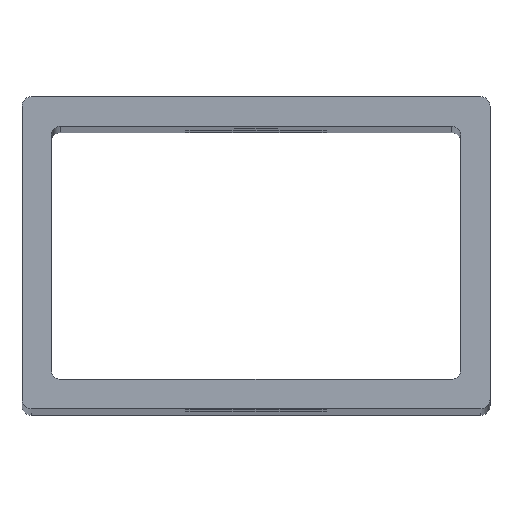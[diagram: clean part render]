
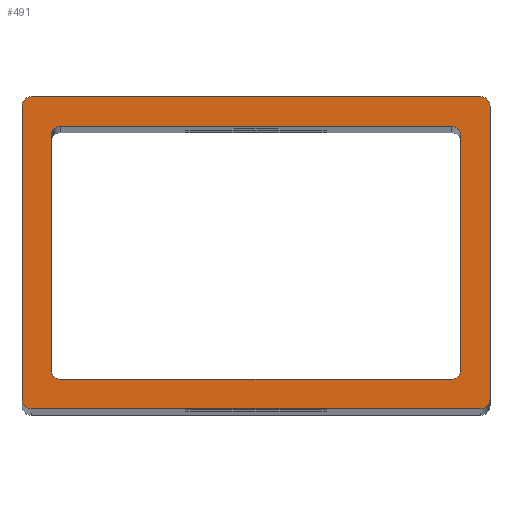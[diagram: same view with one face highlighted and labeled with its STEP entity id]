
A CAD part, top view. The second image highlights one B-rep face of the part: STEP entity #491.
In plain terms, the highlighted planar face has unit normal (0, 0, 1).
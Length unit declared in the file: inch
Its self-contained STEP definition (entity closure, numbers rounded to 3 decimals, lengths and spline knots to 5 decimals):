
#17=LINE('',#765,#49);
#18=LINE('',#769,#50);
#19=LINE('',#773,#51);
#20=LINE('',#776,#52);
#21=LINE('',#781,#53);
#22=LINE('',#785,#54);
#23=LINE('',#789,#55);
#24=LINE('',#792,#56);
#49=VECTOR('',#623,0.72);
#50=VECTOR('',#626,0.47);
#51=VECTOR('',#629,0.72);
#52=VECTOR('',#632,0.47);
#53=VECTOR('',#635,0.376);
#54=VECTOR('',#638,0.626);
#55=VECTOR('',#641,0.376);
#56=VECTOR('',#644,0.626);
#81=PLANE('',#535);
#99=FACE_BOUND('',#160,.T.);
#125=FACE_OUTER_BOUND('',#159,.T.);
#159=EDGE_LOOP('',(#355,#356,#357,#358,#359,#360,#361,#362));
#160=EDGE_LOOP('',(#363,#364,#365,#366,#367,#368,#369,#370));
#211=CIRCLE('',#536,0.015);
#212=CIRCLE('',#537,0.015);
#213=CIRCLE('',#538,0.015);
#214=CIRCLE('',#539,0.015);
#215=CIRCLE('',#540,0.015);
#216=CIRCLE('',#541,0.015);
#217=CIRCLE('',#542,0.015);
#218=CIRCLE('',#543,0.015);
#243=VERTEX_POINT('',#761);
#244=VERTEX_POINT('',#762);
#245=VERTEX_POINT('',#764);
#246=VERTEX_POINT('',#766);
#247=VERTEX_POINT('',#768);
#248=VERTEX_POINT('',#770);
#249=VERTEX_POINT('',#772);
#250=VERTEX_POINT('',#774);
#251=VERTEX_POINT('',#777);
#252=VERTEX_POINT('',#778);
#253=VERTEX_POINT('',#780);
#254=VERTEX_POINT('',#782);
#255=VERTEX_POINT('',#784);
#256=VERTEX_POINT('',#786);
#257=VERTEX_POINT('',#788);
#258=VERTEX_POINT('',#790);
#291=EDGE_CURVE('',#243,#244,#211,.T.);
#292=EDGE_CURVE('',#244,#245,#17,.T.);
#293=EDGE_CURVE('',#245,#246,#212,.T.);
#294=EDGE_CURVE('',#246,#247,#18,.T.);
#295=EDGE_CURVE('',#247,#248,#213,.T.);
#296=EDGE_CURVE('',#248,#249,#19,.T.);
#297=EDGE_CURVE('',#249,#250,#214,.T.);
#298=EDGE_CURVE('',#250,#243,#20,.T.);
#299=EDGE_CURVE('',#251,#252,#215,.T.);
#300=EDGE_CURVE('',#253,#251,#21,.T.);
#301=EDGE_CURVE('',#254,#253,#216,.T.);
#302=EDGE_CURVE('',#255,#254,#22,.T.);
#303=EDGE_CURVE('',#256,#255,#217,.T.);
#304=EDGE_CURVE('',#257,#256,#23,.T.);
#305=EDGE_CURVE('',#258,#257,#218,.T.);
#306=EDGE_CURVE('',#252,#258,#24,.T.);
#355=ORIENTED_EDGE('',*,*,#291,.T.);
#356=ORIENTED_EDGE('',*,*,#292,.T.);
#357=ORIENTED_EDGE('',*,*,#293,.T.);
#358=ORIENTED_EDGE('',*,*,#294,.T.);
#359=ORIENTED_EDGE('',*,*,#295,.T.);
#360=ORIENTED_EDGE('',*,*,#296,.T.);
#361=ORIENTED_EDGE('',*,*,#297,.T.);
#362=ORIENTED_EDGE('',*,*,#298,.T.);
#363=ORIENTED_EDGE('',*,*,#299,.F.);
#364=ORIENTED_EDGE('',*,*,#300,.F.);
#365=ORIENTED_EDGE('',*,*,#301,.F.);
#366=ORIENTED_EDGE('',*,*,#302,.F.);
#367=ORIENTED_EDGE('',*,*,#303,.F.);
#368=ORIENTED_EDGE('',*,*,#304,.F.);
#369=ORIENTED_EDGE('',*,*,#305,.F.);
#370=ORIENTED_EDGE('',*,*,#306,.F.);
#491=ADVANCED_FACE('',(#125,#99),#81,.F.);
#535=AXIS2_PLACEMENT_3D('',#760,#619,#620);
#536=AXIS2_PLACEMENT_3D('',#763,#621,#622);
#537=AXIS2_PLACEMENT_3D('',#767,#624,#625);
#538=AXIS2_PLACEMENT_3D('',#771,#627,#628);
#539=AXIS2_PLACEMENT_3D('',#775,#630,#631);
#540=AXIS2_PLACEMENT_3D('',#779,#633,#634);
#541=AXIS2_PLACEMENT_3D('',#783,#636,#637);
#542=AXIS2_PLACEMENT_3D('',#787,#639,#640);
#543=AXIS2_PLACEMENT_3D('',#791,#642,#643);
#619=DIRECTION('center_axis',(0.,0.,-1.));
#620=DIRECTION('ref_axis',(-1.,0.,0.));
#621=DIRECTION('center_axis',(0.,0.,1.));
#622=DIRECTION('ref_axis',(-1.,0.,0.));
#623=DIRECTION('',(1.,0.,0.));
#624=DIRECTION('center_axis',(0.,0.,1.));
#625=DIRECTION('ref_axis',(1.,0.,0.));
#626=DIRECTION('',(0.,1.,0.));
#627=DIRECTION('center_axis',(0.,0.,1.));
#628=DIRECTION('ref_axis',(-1.,0.,0.));
#629=DIRECTION('',(-1.,0.,0.));
#630=DIRECTION('center_axis',(0.,0.,1.));
#631=DIRECTION('ref_axis',(-1.,0.,0.));
#632=DIRECTION('',(0.,-1.,0.));
#633=DIRECTION('center_axis',(0.,0.,1.));
#634=DIRECTION('ref_axis',(1.,0.,0.));
#635=DIRECTION('',(0.,-1.,0.));
#636=DIRECTION('center_axis',(0.,0.,1.));
#637=DIRECTION('ref_axis',(-1.,0.,0.));
#638=DIRECTION('',(-1.,0.,0.));
#639=DIRECTION('center_axis',(0.,0.,1.));
#640=DIRECTION('ref_axis',(-1.,0.,0.));
#641=DIRECTION('',(0.,1.,0.));
#642=DIRECTION('center_axis',(0.,0.,1.));
#643=DIRECTION('ref_axis',(-1.,0.,0.));
#644=DIRECTION('',(1.,0.,0.));
#760=CARTESIAN_POINT('Origin',(-0.36,-0.235,6.));
#761=CARTESIAN_POINT('',(-0.375,-0.235,6.));
#762=CARTESIAN_POINT('',(-0.36,-0.25,6.));
#763=CARTESIAN_POINT('Origin',(-0.36,-0.235,6.));
#764=CARTESIAN_POINT('',(0.36,-0.25,6.));
#765=CARTESIAN_POINT('',(-0.36,-0.25,6.));
#766=CARTESIAN_POINT('',(0.375,-0.235,6.));
#767=CARTESIAN_POINT('Origin',(0.36,-0.235,6.));
#768=CARTESIAN_POINT('',(0.375,0.235,6.));
#769=CARTESIAN_POINT('',(0.375,-0.235,6.));
#770=CARTESIAN_POINT('',(0.36,0.25,6.));
#771=CARTESIAN_POINT('Origin',(0.36,0.235,6.));
#772=CARTESIAN_POINT('',(-0.36,0.25,6.));
#773=CARTESIAN_POINT('',(-0.36,0.25,6.));
#774=CARTESIAN_POINT('',(-0.375,0.235,6.));
#775=CARTESIAN_POINT('Origin',(-0.36,0.235,6.));
#776=CARTESIAN_POINT('',(-0.375,-0.235,6.));
#777=CARTESIAN_POINT('',(-0.328,-0.188,6.));
#778=CARTESIAN_POINT('',(-0.313,-0.203,6.));
#779=CARTESIAN_POINT('Origin',(-0.313,-0.188,6.));
#780=CARTESIAN_POINT('',(-0.328,0.188,6.));
#781=CARTESIAN_POINT('',(-0.328,-0.188,6.));
#782=CARTESIAN_POINT('',(-0.313,0.203,6.));
#783=CARTESIAN_POINT('Origin',(-0.313,0.188,6.));
#784=CARTESIAN_POINT('',(0.313,0.203,6.));
#785=CARTESIAN_POINT('',(-0.313,0.203,6.));
#786=CARTESIAN_POINT('',(0.328,0.188,6.));
#787=CARTESIAN_POINT('Origin',(0.313,0.188,6.));
#788=CARTESIAN_POINT('',(0.328,-0.188,6.));
#789=CARTESIAN_POINT('',(0.328,-0.188,6.));
#790=CARTESIAN_POINT('',(0.313,-0.203,6.));
#791=CARTESIAN_POINT('Origin',(0.313,-0.188,6.));
#792=CARTESIAN_POINT('',(-0.313,-0.203,6.));
